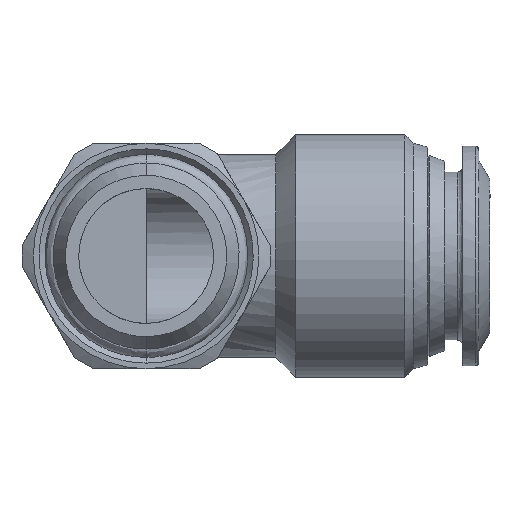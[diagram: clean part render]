
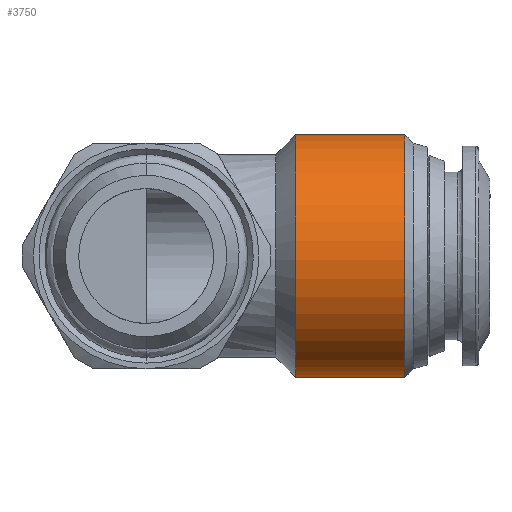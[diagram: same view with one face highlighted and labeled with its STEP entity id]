
A CAD part, front view. The second image highlights one B-rep face of the part: STEP entity #3750.
In plain terms, the highlighted free-form (B-spline) face has degree [1, 3] with [2, 4] control points.
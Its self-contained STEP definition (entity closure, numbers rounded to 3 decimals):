
#492 = CARTESIAN_POINT ( 'NONE',  ( 13.263, 0.016, -10.782 ) ) ;
#716 = CARTESIAN_POINT ( 'NONE',  ( 22.991, 0.016, -10.782 ) ) ;
#766 = FACE_OUTER_BOUND ( 'NONE', #6600, .T. ) ;
#790 = CARTESIAN_POINT ( 'NONE',  ( 13.263, 0.016, -10.782 ) ) ;
#856 = CARTESIAN_POINT ( 'NONE',  ( 22.991, 0.016, -10.782 ) ) ;
#958 = B_SPLINE_CURVE_WITH_KNOTS ( 'NONE', 1,
 ( #492, #4320 ),
 .UNSPECIFIED., .F., .F.,
 ( 2, 2 ),
 ( -1., 0. ),
 .UNSPECIFIED. ) ;
#1199 = CARTESIAN_POINT ( 'NONE',  ( 22.991, 0.016, 10.782 ) ) ;
#1296 = VERTEX_POINT ( 'NONE', #716 ) ;
#1884 = CARTESIAN_POINT ( 'NONE',  ( 13.263, -21.548, -10.782 ) ) ;
#2043 = ORIENTED_EDGE ( 'NONE', *, *, #7754, .F. ) ;
#2382 = CARTESIAN_POINT ( 'NONE',  ( 13.263, 0.016, 10.782 ) ) ;
#2469 = CARTESIAN_POINT ( 'NONE',  ( 13.263, -21.548, 10.782 ) ) ;
#2548 = ORIENTED_EDGE ( 'NONE', *, *, #4370, .T. ) ;
#2624 = CARTESIAN_POINT ( 'NONE',  ( 22.991, -21.548, 10.782 ) ) ;
#2659 = CARTESIAN_POINT ( 'NONE',  ( 22.991, -21.548, -10.782 ) ) ;
#3284 = CARTESIAN_POINT ( 'NONE',  ( 22.991, 0.016, 10.782 ) ) ;
#3750 = ADVANCED_FACE ( 'NONE', ( #766 ), #5317, .F. ) ;
#3979 =( BOUNDED_CURVE ( )  B_SPLINE_CURVE ( 3, ( #4601, #2469, #1884, #5070 ),
 .UNSPECIFIED., .F., .T. ) 
 B_SPLINE_CURVE_WITH_KNOTS ( ( 4, 4 ),
 ( -3.142, 0. ),
 .UNSPECIFIED. ) 
 CURVE ( )  GEOMETRIC_REPRESENTATION_ITEM ( )  RATIONAL_B_SPLINE_CURVE ( ( 1., 0.333, 0.333, 1. ) ) 
 REPRESENTATION_ITEM ( '' )  );
#4308 = B_SPLINE_CURVE_WITH_KNOTS ( 'NONE', 1,
 ( #5617, #2382 ),
 .UNSPECIFIED., .F., .F.,
 ( 2, 2 ),
 ( -1., 0. ),
 .UNSPECIFIED. ) ;
#4320 = CARTESIAN_POINT ( 'NONE',  ( 22.991, 0.016, -10.782 ) ) ;
#4370 = EDGE_CURVE ( 'NONE', #5533, #6647, #3979, .T. ) ;
#4486 = CARTESIAN_POINT ( 'NONE',  ( 13.263, 0.016, -10.782 ) ) ;
#4506 =( BOUNDED_CURVE ( )  B_SPLINE_CURVE ( 3, ( #3284, #5832, #2659, #856 ),
 .UNSPECIFIED., .F., .T. ) 
 B_SPLINE_CURVE_WITH_KNOTS ( ( 4, 4 ),
 ( -3.142, 0. ),
 .UNSPECIFIED. ) 
 CURVE ( )  GEOMETRIC_REPRESENTATION_ITEM ( )  RATIONAL_B_SPLINE_CURVE ( ( 1., 0.333, 0.333, 1. ) ) 
 REPRESENTATION_ITEM ( '' )  );
#4554 = CARTESIAN_POINT ( 'NONE',  ( 22.991, 0.016, 10.782 ) ) ;
#4601 = CARTESIAN_POINT ( 'NONE',  ( 13.263, 0.016, 10.782 ) ) ;
#4800 = ORIENTED_EDGE ( 'NONE', *, *, #7391, .T. ) ;
#4945 = CARTESIAN_POINT ( 'NONE',  ( 13.263, 0.016, 10.782 ) ) ;
#5070 = CARTESIAN_POINT ( 'NONE',  ( 13.263, 0.016, -10.782 ) ) ;
#5100 = CARTESIAN_POINT ( 'NONE',  ( 22.991, 0.016, -10.782 ) ) ;
#5130 = CARTESIAN_POINT ( 'NONE',  ( 22.991, -21.548, -10.782 ) ) ;
#5317 =( BOUNDED_SURFACE ( )  B_SPLINE_SURFACE ( 1, 3, ( 
 ( #5100, #5130, #2624, #4554 ),
 ( #790, #7040, #5749, #5778 ) ),
 .UNSPECIFIED., .F., .F., .F. ) 
 B_SPLINE_SURFACE_WITH_KNOTS ( ( 2, 2 ),
 ( 4, 4 ),
 ( 0., 1. ),
 ( 0., 1. ),
 .UNSPECIFIED. ) 
 GEOMETRIC_REPRESENTATION_ITEM ( )  RATIONAL_B_SPLINE_SURFACE ( (
 ( 1., 0.333, 0.333, 1.),
 ( 1., 0.333, 0.333, 1.) ) ) 
 REPRESENTATION_ITEM ( '' )  SURFACE ( )  );
#5533 = VERTEX_POINT ( 'NONE', #4945 ) ;
#5617 = CARTESIAN_POINT ( 'NONE',  ( 22.991, 0.016, 10.782 ) ) ;
#5749 = CARTESIAN_POINT ( 'NONE',  ( 13.263, -21.548, 10.782 ) ) ;
#5778 = CARTESIAN_POINT ( 'NONE',  ( 13.263, 0.016, 10.782 ) ) ;
#5832 = CARTESIAN_POINT ( 'NONE',  ( 22.991, -21.548, 10.782 ) ) ;
#6118 = VERTEX_POINT ( 'NONE', #1199 ) ;
#6331 = ORIENTED_EDGE ( 'NONE', *, *, #6983, .T. ) ;
#6600 = EDGE_LOOP ( 'NONE', ( #2043, #4800, #2548, #6331 ) ) ;
#6647 = VERTEX_POINT ( 'NONE', #4486 ) ;
#6983 = EDGE_CURVE ( 'NONE', #6647, #1296, #958, .T. ) ;
#7040 = CARTESIAN_POINT ( 'NONE',  ( 13.263, -21.548, -10.782 ) ) ;
#7391 = EDGE_CURVE ( 'NONE', #6118, #5533, #4308, .T. ) ;
#7754 = EDGE_CURVE ( 'NONE', #6118, #1296, #4506, .T. ) ;
